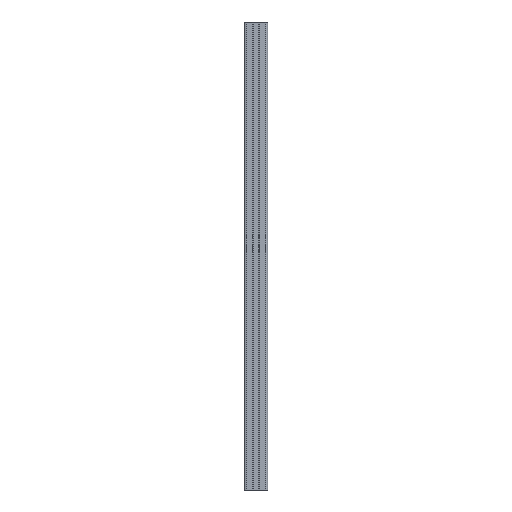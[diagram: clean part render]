
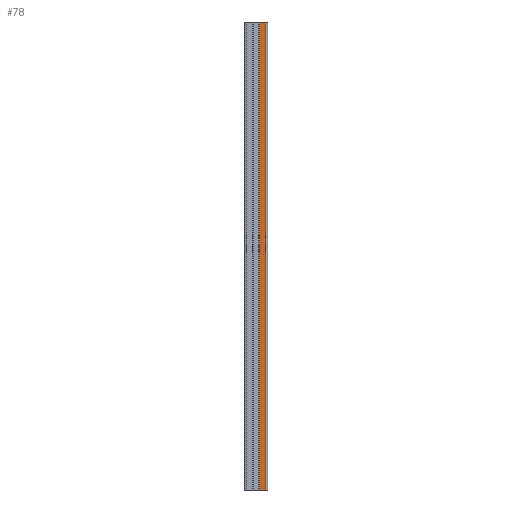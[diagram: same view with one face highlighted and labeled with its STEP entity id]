
A CAD part, left-side view. The second image highlights one B-rep face of the part: STEP entity #78.
In plain terms, the highlighted planar face has unit normal (-1, 0, 0).
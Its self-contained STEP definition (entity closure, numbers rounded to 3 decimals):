
#78 = ADVANCED_FACE( '', ( #188 ), #189, .T. );
#188 = FACE_OUTER_BOUND( '', #402, .T. );
#189 = PLANE( '', #403 );
#402 = EDGE_LOOP( '', ( #631, #632, #633, #634 ) );
#403 = AXIS2_PLACEMENT_3D( '', #635, #636, #637 );
#631 = ORIENTED_EDGE( '', *, *, #1562, .F. );
#632 = ORIENTED_EDGE( '', *, *, #1563, .F. );
#633 = ORIENTED_EDGE( '', *, *, #1564, .T. );
#634 = ORIENTED_EDGE( '', *, *, #1565, .T. );
#635 = CARTESIAN_POINT( '', ( -10., -3.138, -400. ) );
#636 = DIRECTION( '', ( -1., 0., 0. ) );
#637 = DIRECTION( '', ( 0., 0., 1. ) );
#1562 = EDGE_CURVE( '', #1882, #1883, #1884, .T. );
#1563 = EDGE_CURVE( '', #1885, #1882, #1886, .T. );
#1564 = EDGE_CURVE( '', #1885, #1887, #1888, .T. );
#1565 = EDGE_CURVE( '', #1887, #1883, #1889, .T. );
#1882 = VERTEX_POINT( '', #2408 );
#1883 = VERTEX_POINT( '', #2409 );
#1884 = LINE( '', #2410, #2411 );
#1885 = VERTEX_POINT( '', #2412 );
#1886 = LINE( '', #2413, #2414 );
#1887 = VERTEX_POINT( '', #2415 );
#1888 = LINE( '', #2416, #2417 );
#1889 = LINE( '', #2418, #2419 );
#2408 = CARTESIAN_POINT( '', ( -10., -3.138, 0. ) );
#2409 = CARTESIAN_POINT( '', ( -10., -8.5, 0. ) );
#2410 = CARTESIAN_POINT( '', ( -10., -3.138, 0. ) );
#2411 = VECTOR( '', #3122, 1000. );
#2412 = CARTESIAN_POINT( '', ( -10., -3.138, -400. ) );
#2413 = CARTESIAN_POINT( '', ( -10., -3.138, -400. ) );
#2414 = VECTOR( '', #3123, 1000. );
#2415 = CARTESIAN_POINT( '', ( -10., -8.5, -400. ) );
#2416 = CARTESIAN_POINT( '', ( -10., -3.138, -400. ) );
#2417 = VECTOR( '', #3124, 1000. );
#2418 = CARTESIAN_POINT( '', ( -10., -8.5, -400. ) );
#2419 = VECTOR( '', #3125, 1000. );
#3122 = DIRECTION( '', ( 0., -1., 0. ) );
#3123 = DIRECTION( '', ( 0., 0., 1. ) );
#3124 = DIRECTION( '', ( 0., -1., 0. ) );
#3125 = DIRECTION( '', ( 0., 0., 1. ) );
